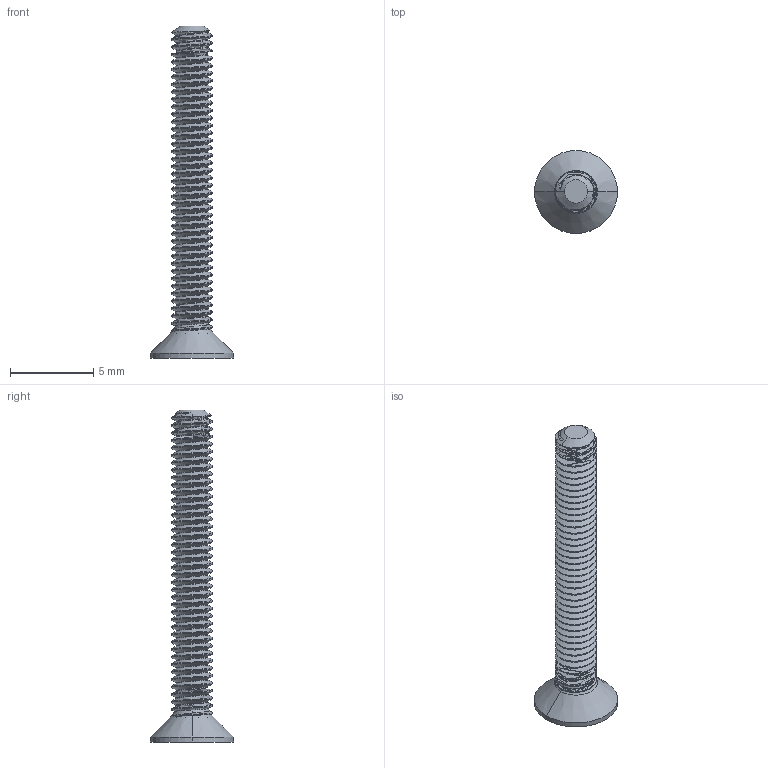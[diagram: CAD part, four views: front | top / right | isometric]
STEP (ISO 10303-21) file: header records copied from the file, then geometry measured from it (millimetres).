
FILE_DESCRIPTION (( 'STEP AP203' ), '1' );
FILE_NAME ('91294A024.step', '2008-09-11T16:56:29', ( '' ), ( '' ), 'SwSTEP 2.0', 'SolidWorks 2006233', '' );
FILE_SCHEMA (( 'CONFIG_CONTROL_DESIGN' ));
Length unit declared in the file: millimetre
Products named in the file (1): 91294A024
Bounding box: 5 x 5 x 20 mm (x, y, z)
Volume: 89 mm3; surface area: 275.2 mm2
Topology: 1 solids, 1 shells, 190 faces, 543 edges, 356 vertices
Faces by surface type: cylinder 163, cone 11, plane 9, torus 5, bspline 2
Entity records: 10123 total; most frequent: CARTESIAN_POINT 6073, ORIENTED_EDGE 1086, DIRECTION 608, EDGE_CURVE 543, VERTEX_POINT 356, AXIS2_PLACEMENT_3D 215, EDGE_LOOP 191, FACE_OUTER_BOUND 190
